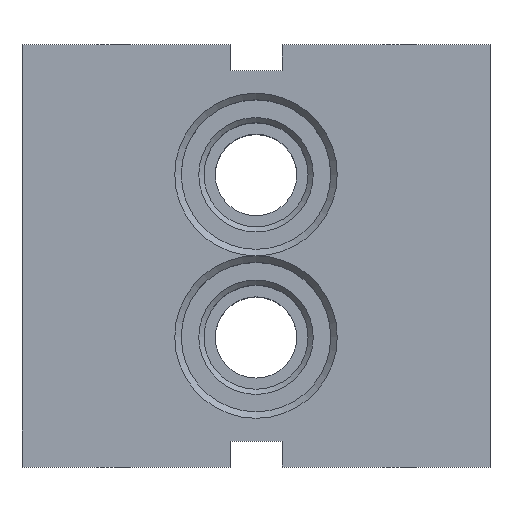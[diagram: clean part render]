
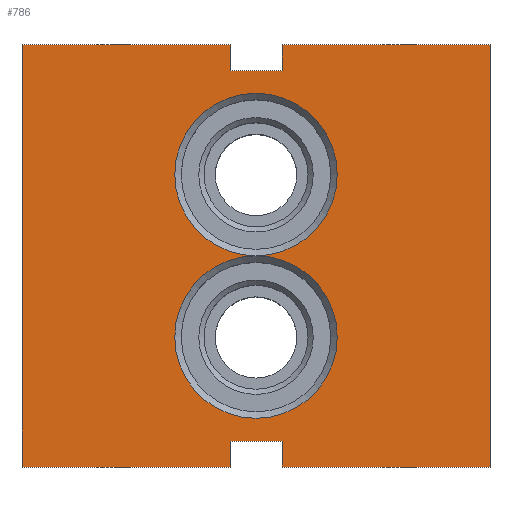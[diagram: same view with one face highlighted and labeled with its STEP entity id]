
A CAD part, top view. The second image highlights one B-rep face of the part: STEP entity #786.
In plain terms, the highlighted planar face has unit normal (0, 0, 1).
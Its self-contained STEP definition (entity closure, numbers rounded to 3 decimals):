
#786 = ADVANCED_FACE( '', ( #1608, #1609 ), #1610, .T. );
#1608 = FACE_BOUND( '', #2447, .T. );
#1609 = FACE_OUTER_BOUND( '', #2448, .T. );
#1610 = PLANE( '', #2449 );
#2447 = EDGE_LOOP( '', ( #4679, #4680 ) );
#2448 = EDGE_LOOP( '', ( #4681, #4682, #4683, #4684, #4685, #4686, #4687, #4688, #4689, #4690, #4691, #4692 ) );
#2449 = AXIS2_PLACEMENT_3D( '', #4693, #4694, #4695 );
#4679 = ORIENTED_EDGE( '', *, *, #5376, .T. );
#4680 = ORIENTED_EDGE( '', *, *, #5677, .T. );
#4681 = ORIENTED_EDGE( '', *, *, #5124, .F. );
#4682 = ORIENTED_EDGE( '', *, *, #5949, .F. );
#4683 = ORIENTED_EDGE( '', *, *, #5095, .F. );
#4684 = ORIENTED_EDGE( '', *, *, #5925, .T. );
#4685 = ORIENTED_EDGE( '', *, *, #5950, .T. );
#4686 = ORIENTED_EDGE( '', *, *, #5299, .T. );
#4687 = ORIENTED_EDGE( '', *, *, #5679, .F. );
#4688 = ORIENTED_EDGE( '', *, *, #5065, .F. );
#4689 = ORIENTED_EDGE( '', *, *, #5951, .F. );
#4690 = ORIENTED_EDGE( '', *, *, #5391, .T. );
#4691 = ORIENTED_EDGE( '', *, *, #5906, .T. );
#4692 = ORIENTED_EDGE( '', *, *, #5850, .T. );
#4693 = CARTESIAN_POINT( '', ( -36., -32.5, 40. ) );
#4694 = DIRECTION( '', ( 0., 0., 1. ) );
#4695 = DIRECTION( '', ( 1., 0., 0. ) );
#5065 = EDGE_CURVE( '', #6077, #6073, #6079, .T. );
#5095 = EDGE_CURVE( '', #6131, #6127, #6133, .T. );
#5124 = EDGE_CURVE( '', #6180, #6176, #6182, .T. );
#5299 = EDGE_CURVE( '', #6489, #6494, #6496, .T. );
#5376 = EDGE_CURVE( '', #6616, #6616, #6617, .F. );
#5391 = EDGE_CURVE( '', #6637, #6635, #6638, .T. );
#5677 = EDGE_CURVE( '', #6616, #6616, #7073, .F. );
#5679 = EDGE_CURVE( '', #6073, #6494, #7075, .T. );
#5850 = EDGE_CURVE( '', #7287, #6176, #7289, .T. );
#5906 = EDGE_CURVE( '', #6635, #7287, #7356, .T. );
#5925 = EDGE_CURVE( '', #6131, #7377, #7379, .T. );
#5949 = EDGE_CURVE( '', #6127, #6180, #7405, .T. );
#5950 = EDGE_CURVE( '', #7377, #6489, #7406, .T. );
#5951 = EDGE_CURVE( '', #6637, #6077, #7407, .T. );
#6073 = VERTEX_POINT( '', #7558 );
#6077 = VERTEX_POINT( '', #7564 );
#6079 = LINE( '', #7567, #7568 );
#6127 = VERTEX_POINT( '', #7636 );
#6131 = VERTEX_POINT( '', #7642 );
#6133 = LINE( '', #7645, #7646 );
#6176 = VERTEX_POINT( '', #7699 );
#6180 = VERTEX_POINT( '', #7705 );
#6182 = LINE( '', #7708, #7709 );
#6489 = VERTEX_POINT( '', #8162 );
#6494 = VERTEX_POINT( '', #8169 );
#6496 = LINE( '', #8172, #8173 );
#6616 = VERTEX_POINT( '', #8347 );
#6617 = CIRCLE( '', #8348, 12.5 );
#6635 = VERTEX_POINT( '', #8371 );
#6637 = VERTEX_POINT( '', #8374 );
#6638 = LINE( '', #8375, #8376 );
#7073 = CIRCLE( '', #9031, 12.5 );
#7075 = LINE( '', #9033, #9034 );
#7287 = VERTEX_POINT( '', #9348 );
#7289 = LINE( '', #9351, #9352 );
#7356 = LINE( '', #9458, #9459 );
#7377 = VERTEX_POINT( '', #9486 );
#7379 = LINE( '', #9489, #9490 );
#7405 = LINE( '', #9522, #9523 );
#7406 = LINE( '', #9524, #9525 );
#7407 = LINE( '', #9526, #9527 );
#7558 = CARTESIAN_POINT( '', ( 4., 28.5, 40. ) );
#7564 = CARTESIAN_POINT( '', ( -4., 28.5, 40. ) );
#7567 = CARTESIAN_POINT( '', ( -4., 28.5, 40. ) );
#7568 = VECTOR( '', #9632, 1000. );
#7636 = CARTESIAN_POINT( '', ( 4., -28.5, 40. ) );
#7642 = CARTESIAN_POINT( '', ( 4., -32.5, 40. ) );
#7645 = CARTESIAN_POINT( '', ( 4., -32.5, 40. ) );
#7646 = VECTOR( '', #9656, 1000. );
#7699 = CARTESIAN_POINT( '', ( -4., -32.5, 40. ) );
#7705 = CARTESIAN_POINT( '', ( -4., -28.5, 40. ) );
#7708 = CARTESIAN_POINT( '', ( -4., -28.5, 40. ) );
#7709 = VECTOR( '', #9691, 1000. );
#8162 = CARTESIAN_POINT( '', ( 36., 32.5, 40. ) );
#8169 = CARTESIAN_POINT( '', ( 4., 32.5, 40. ) );
#8172 = CARTESIAN_POINT( '', ( 36., 32.5, 40. ) );
#8173 = VECTOR( '', #9856, 1000. );
#8347 = CARTESIAN_POINT( '', ( 0., 0., 40. ) );
#8348 = AXIS2_PLACEMENT_3D( '', #9926, #9927, #9928 );
#8371 = CARTESIAN_POINT( '', ( -36., 32.5, 40. ) );
#8374 = CARTESIAN_POINT( '', ( -4., 32.5, 40. ) );
#8375 = CARTESIAN_POINT( '', ( 36., 32.5, 40. ) );
#8376 = VECTOR( '', #9941, 1000. );
#9031 = AXIS2_PLACEMENT_3D( '', #10168, #10169, #10170 );
#9033 = CARTESIAN_POINT( '', ( 4., 28.5, 40. ) );
#9034 = VECTOR( '', #10171, 1000. );
#9348 = CARTESIAN_POINT( '', ( -36., -32.5, 40. ) );
#9351 = CARTESIAN_POINT( '', ( -36., -32.5, 40. ) );
#9352 = VECTOR( '', #10284, 1000. );
#9458 = CARTESIAN_POINT( '', ( -36., 32.5, 40. ) );
#9459 = VECTOR( '', #10327, 1000. );
#9486 = CARTESIAN_POINT( '', ( 36., -32.5, 40. ) );
#9489 = CARTESIAN_POINT( '', ( -36., -32.5, 40. ) );
#9490 = VECTOR( '', #10338, 1000. );
#9522 = CARTESIAN_POINT( '', ( 4., -28.5, 40. ) );
#9523 = VECTOR( '', #10351, 1000. );
#9524 = CARTESIAN_POINT( '', ( 36., -32.5, 40. ) );
#9525 = VECTOR( '', #10352, 1000. );
#9526 = CARTESIAN_POINT( '', ( -4., 32.5, 40. ) );
#9527 = VECTOR( '', #10353, 1000. );
#9632 = DIRECTION( '', ( 1., 0., 0. ) );
#9656 = DIRECTION( '', ( 0., 1., 0. ) );
#9691 = DIRECTION( '', ( 0., -1., 0. ) );
#9856 = DIRECTION( '', ( -1., 0., 0. ) );
#9926 = CARTESIAN_POINT( '', ( 0., -12.5, 40. ) );
#9927 = DIRECTION( '', ( 0., 0., 1. ) );
#9928 = DIRECTION( '', ( 1., 0., 0. ) );
#9941 = DIRECTION( '', ( -1., 0., 0. ) );
#10168 = CARTESIAN_POINT( '', ( 0., 12.5, 40. ) );
#10169 = DIRECTION( '', ( 0., 0., 1. ) );
#10170 = DIRECTION( '', ( 1., 0., 0. ) );
#10171 = DIRECTION( '', ( 0., 1., 0. ) );
#10284 = DIRECTION( '', ( 1., 0., 0. ) );
#10327 = DIRECTION( '', ( 0., -1., 0. ) );
#10338 = DIRECTION( '', ( 1., 0., 0. ) );
#10351 = DIRECTION( '', ( -1., 0., 0. ) );
#10352 = DIRECTION( '', ( 0., 1., 0. ) );
#10353 = DIRECTION( '', ( 0., -1., 0. ) );
